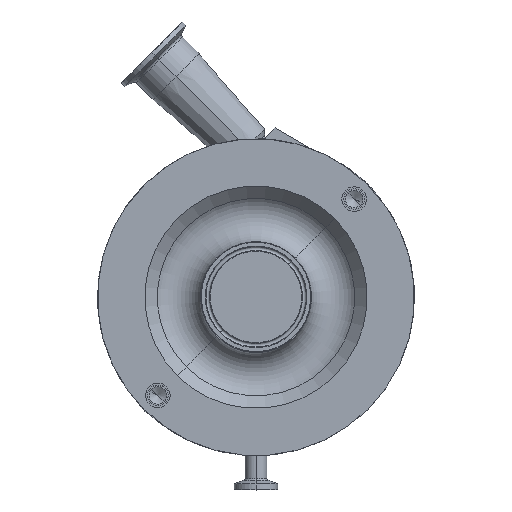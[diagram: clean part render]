
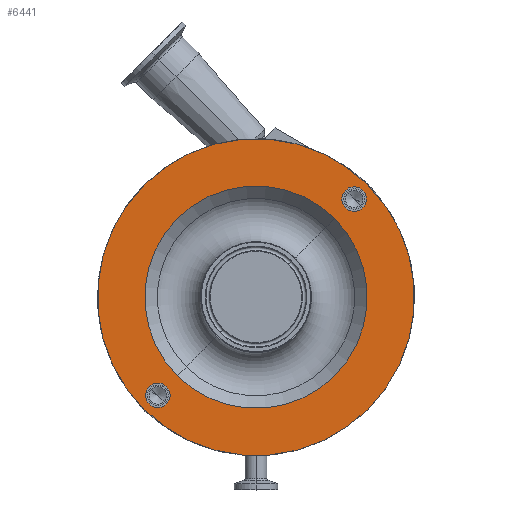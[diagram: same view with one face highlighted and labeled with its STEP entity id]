
A CAD part, top view. The second image highlights one B-rep face of the part: STEP entity #6441.
In plain terms, the highlighted planar face has unit normal (0, 0, 1).
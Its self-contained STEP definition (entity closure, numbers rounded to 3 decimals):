
#198 = VERTEX_POINT ( 'NONE', #12315 ) ;
#584 = CARTESIAN_POINT ( 'NONE',  ( 0., 0., 190.5 ) ) ;
#821 = DIRECTION ( 'NONE',  ( 0.707, 0.707, 0. ) ) ;
#913 = DIRECTION ( 'NONE',  ( 0., 0., 1. ) ) ;
#1016 = DIRECTION ( 'NONE',  ( 0., 0., 1. ) ) ;
#1058 = DIRECTION ( 'NONE',  ( 0.707, 0.707, 0. ) ) ;
#1121 = CIRCLE ( 'NONE', #13236, 92.5 ) ;
#1237 = EDGE_CURVE ( 'NONE', #3586, #10395, #13429, .T. ) ;
#1258 = VERTEX_POINT ( 'NONE', #15614 ) ;
#1647 = DIRECTION ( 'NONE',  ( 0.707, 0.707, 0. ) ) ;
#1725 = DIRECTION ( 'NONE',  ( 0., 0., 1. ) ) ;
#1892 = CIRCLE ( 'NONE', #8714, 7.144 ) ;
#1993 = CARTESIAN_POINT ( 'NONE',  ( -45.906, -45.906, 190.5 ) ) ;
#2252 = EDGE_LOOP ( 'NONE', ( #3160, #7275 ) ) ;
#2504 = DIRECTION ( 'NONE',  ( 0.707, 0.707, 0. ) ) ;
#2580 = EDGE_LOOP ( 'NONE', ( #13594, #11477 ) ) ;
#3032 = VERTEX_POINT ( 'NONE', #14008 ) ;
#3160 = ORIENTED_EDGE ( 'NONE', *, *, #6909, .F. ) ;
#3586 = VERTEX_POINT ( 'NONE', #13038 ) ;
#3634 = VERTEX_POINT ( 'NONE', #6246 ) ;
#3776 = CARTESIAN_POINT ( 'NONE',  ( 0., 0., 190.5 ) ) ;
#4048 = EDGE_CURVE ( 'NONE', #3634, #11827, #13343, .T. ) ;
#4473 = DIRECTION ( 'NONE',  ( 0.707, 0.707, 0. ) ) ;
#4635 = CARTESIAN_POINT ( 'NONE',  ( 57.276, 57.276, 190.5 ) ) ;
#4775 = CIRCLE ( 'NONE', #6827, 7.144 ) ;
#4797 = EDGE_CURVE ( 'NONE', #1258, #198, #4775, .T. ) ;
#5362 = CARTESIAN_POINT ( 'NONE',  ( -57.276, -57.276, 190.5 ) ) ;
#5606 = EDGE_CURVE ( 'NONE', #8503, #3032, #14896, .T. ) ;
#6246 = CARTESIAN_POINT ( 'NONE',  ( 45.906, 45.906, 190.5 ) ) ;
#6441 = ADVANCED_FACE ( 'NONE', ( #10498, #13024, #6880, #15316 ), #11533, .F. ) ;
#6827 = AXIS2_PLACEMENT_3D ( 'NONE', #10200, #1725, #1647 ) ;
#6880 = FACE_BOUND ( 'NONE', #8350, .T. ) ;
#6892 = ORIENTED_EDGE ( 'NONE', *, *, #12619, .T. ) ;
#6909 = EDGE_CURVE ( 'NONE', #10395, #3586, #7883, .T. ) ;
#6938 = DIRECTION ( 'NONE',  ( 0., 0., 1. ) ) ;
#6970 = AXIS2_PLACEMENT_3D ( 'NONE', #3776, #7502, #2504 ) ;
#7275 = ORIENTED_EDGE ( 'NONE', *, *, #1237, .F. ) ;
#7502 = DIRECTION ( 'NONE',  ( 0., 0., 1. ) ) ;
#7883 = CIRCLE ( 'NONE', #14929, 7.144 ) ;
#7885 = ORIENTED_EDGE ( 'NONE', *, *, #5606, .T. ) ;
#7898 = DIRECTION ( 'NONE',  ( 0., 0., -1. ) ) ;
#8105 = AXIS2_PLACEMENT_3D ( 'NONE', #584, #12604, #821 ) ;
#8225 = CIRCLE ( 'NONE', #6970, 64.921 ) ;
#8350 = EDGE_LOOP ( 'NONE', ( #12890, #15119 ) ) ;
#8503 = VERTEX_POINT ( 'NONE', #12130 ) ;
#8714 = AXIS2_PLACEMENT_3D ( 'NONE', #5362, #9001, #11293 ) ;
#9001 = DIRECTION ( 'NONE',  ( 0., 0., 1. ) ) ;
#9154 = AXIS2_PLACEMENT_3D ( 'NONE', #4635, #13013, #1058 ) ;
#9380 = DIRECTION ( 'NONE',  ( 0.707, 0.707, 0. ) ) ;
#10132 = CARTESIAN_POINT ( 'NONE',  ( 62.327, 62.327, 190.5 ) ) ;
#10200 = CARTESIAN_POINT ( 'NONE',  ( -57.276, -57.276, 190.5 ) ) ;
#10336 = CARTESIAN_POINT ( 'NONE',  ( -22.627, 22.627, 190.5 ) ) ;
#10392 = CARTESIAN_POINT ( 'NONE',  ( 57.276, 57.276, 190.5 ) ) ;
#10395 = VERTEX_POINT ( 'NONE', #10132 ) ;
#10498 = FACE_OUTER_BOUND ( 'NONE', #13504, .T. ) ;
#11293 = DIRECTION ( 'NONE',  ( 0.707, 0.707, 0. ) ) ;
#11399 = AXIS2_PLACEMENT_3D ( 'NONE', #10336, #7898, #15151 ) ;
#11477 = ORIENTED_EDGE ( 'NONE', *, *, #13392, .F. ) ;
#11533 = PLANE ( 'NONE',  #11399 ) ;
#11718 = DIRECTION ( 'NONE',  ( 0.707, 0.707, 0. ) ) ;
#11768 = CARTESIAN_POINT ( 'NONE',  ( 0., 0., 190.5 ) ) ;
#11827 = VERTEX_POINT ( 'NONE', #1993 ) ;
#11867 = CARTESIAN_POINT ( 'NONE',  ( 0., 0., 190.5 ) ) ;
#12130 = CARTESIAN_POINT ( 'NONE',  ( 65.407, 65.407, 190.5 ) ) ;
#12315 = CARTESIAN_POINT ( 'NONE',  ( -62.327, -62.327, 190.5 ) ) ;
#12604 = DIRECTION ( 'NONE',  ( 0., 0., 1. ) ) ;
#12619 = EDGE_CURVE ( 'NONE', #3032, #8503, #1121, .T. ) ;
#12868 = EDGE_CURVE ( 'NONE', #198, #1258, #1892, .T. ) ;
#12890 = ORIENTED_EDGE ( 'NONE', *, *, #4797, .F. ) ;
#13013 = DIRECTION ( 'NONE',  ( 0., 0., 1. ) ) ;
#13024 = FACE_BOUND ( 'NONE', #2252, .T. ) ;
#13038 = CARTESIAN_POINT ( 'NONE',  ( 52.224, 52.224, 190.5 ) ) ;
#13236 = AXIS2_PLACEMENT_3D ( 'NONE', #11867, #1016, #11718 ) ;
#13343 = CIRCLE ( 'NONE', #15629, 64.921 ) ;
#13392 = EDGE_CURVE ( 'NONE', #11827, #3634, #8225, .T. ) ;
#13429 = CIRCLE ( 'NONE', #9154, 7.144 ) ;
#13504 = EDGE_LOOP ( 'NONE', ( #7885, #6892 ) ) ;
#13594 = ORIENTED_EDGE ( 'NONE', *, *, #4048, .F. ) ;
#14008 = CARTESIAN_POINT ( 'NONE',  ( -65.407, -65.407, 190.5 ) ) ;
#14896 = CIRCLE ( 'NONE', #8105, 92.5 ) ;
#14929 = AXIS2_PLACEMENT_3D ( 'NONE', #10392, #6938, #4473 ) ;
#15119 = ORIENTED_EDGE ( 'NONE', *, *, #12868, .F. ) ;
#15151 = DIRECTION ( 'NONE',  ( 0., -1., 0. ) ) ;
#15316 = FACE_BOUND ( 'NONE', #2580, .T. ) ;
#15614 = CARTESIAN_POINT ( 'NONE',  ( -52.224, -52.224, 190.5 ) ) ;
#15629 = AXIS2_PLACEMENT_3D ( 'NONE', #11768, #913, #9380 ) ;
